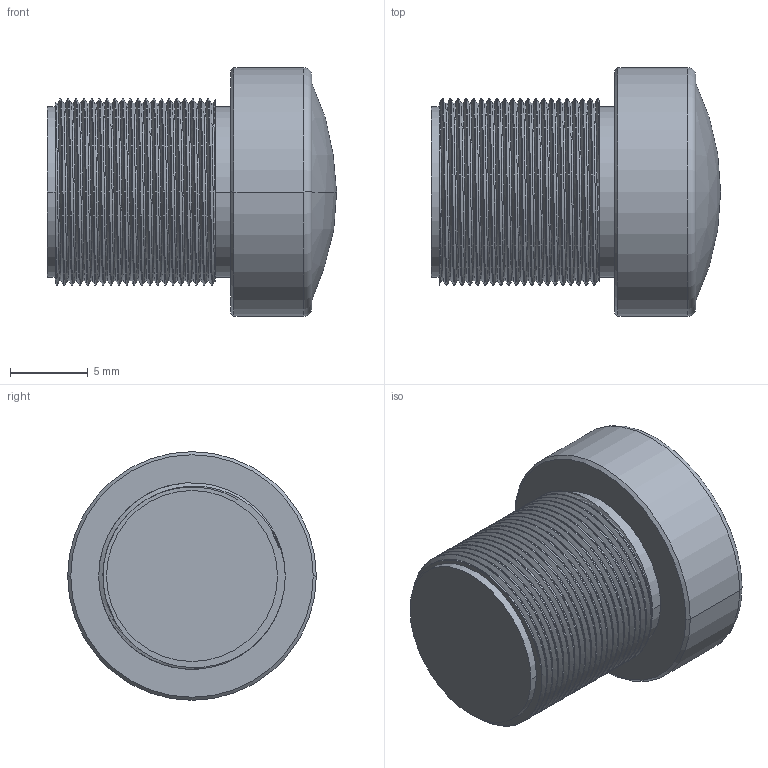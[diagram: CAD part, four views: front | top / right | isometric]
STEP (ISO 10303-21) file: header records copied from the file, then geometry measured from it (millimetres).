
FILE_DESCRIPTION(('Open CASCADE Model'),'2;1');
FILE_NAME('Open CASCADE Shape Model','2026-02-19T14:53:26',('Author'),( 'Open CASCADE'),'Open CASCADE STEP processor 7.7','Open CASCADE 7.7' ,'Unknown');
FILE_SCHEMA(('AUTOMOTIVE_DESIGN { 1 0 10303 214 1 1 1 1 }'));
Length unit declared in the file: millimetre
Products named in the file (2): L113-2.1-M12
Assembly tree (1 placements, depth 2):
  L113-2.1-M12
    L113-2.1-M12
Bounding box: 18.6 x 16 x 16 mm (x, y, z)
Volume: 2416.2 mm3; surface area: 1346.5 mm2
Topology: 1 solids, 1 shells, 62 faces, 165 edges, 109 vertices
Faces by surface type: cylinder 48, plane 5, bspline 3, cone 2, torus 2, sphere 2
Entity records: 8842 total; most frequent: CARTESIAN_POINT 5897, DIRECTION 446, ORIENTED_EDGE 330, PCURVE 330, DEFINITIONAL_REPRESENTATION 330, LINE 265, VECTOR 265, EDGE_CURVE 165
